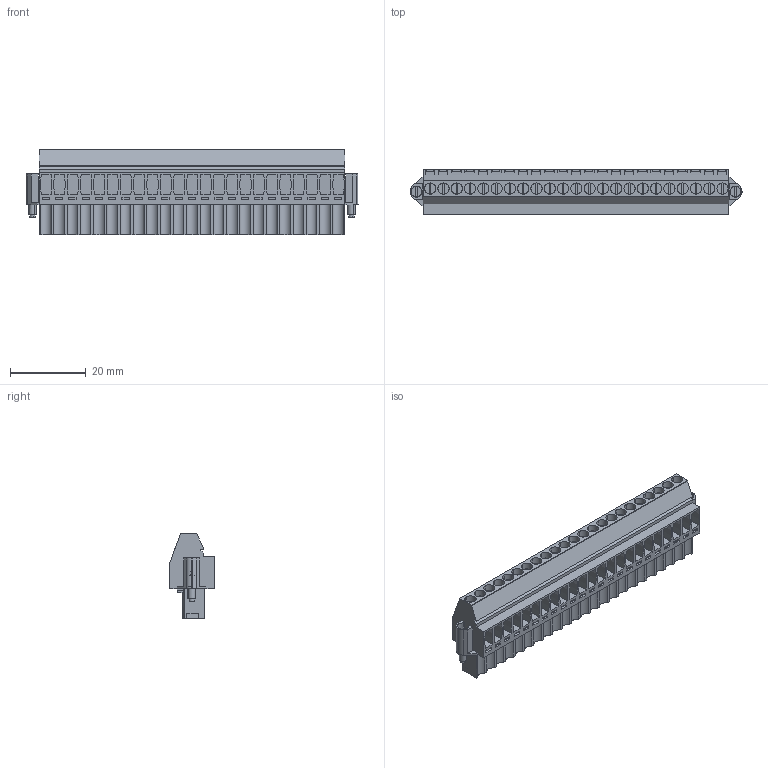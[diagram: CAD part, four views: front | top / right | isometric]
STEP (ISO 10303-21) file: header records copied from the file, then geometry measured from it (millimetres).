
FILE_DESCRIPTION(('CATIA V5 STEP Exchange','CAx-IF Rec.Pracs.--- Model Styling and Organization---1.2---2011-12-15'),'2;1');
FILE_NAME ('D1454148_0_1640140000_1640140000.stp','2017-04-20T07:40:51+00:00',('none'),('Weidmueller'),'CATIA Version 5-6 Release 2014','CATIA V5 STEP AP214','none');
FILE_SCHEMA(('AUTOMOTIVE_DESIGN { 1 0 10303 214 1 1 1 1 }'));
Length unit declared in the file: millimetre
Products named in the file (1): 1640140000
Bounding box: 87.44 x 11.83 x 22.6 mm (x, y, z)
Volume: 12380.3 mm3; surface area: 10019.1 mm2
Topology: 26 solids, 26 shells, 1407 faces, 3872 edges, 2618 vertices
Faces by surface type: plane 1179, cylinder 216, extrusion 12
Entity records: 41294 total; most frequent: CARTESIAN_POINT 7947, ORIENTED_EDGE 7744, DIRECTION 5338, EDGE_CURVE 3872, VECTOR 3190, LINE 3178, VERTEX_POINT 2618, EDGE_LOOP 1512
